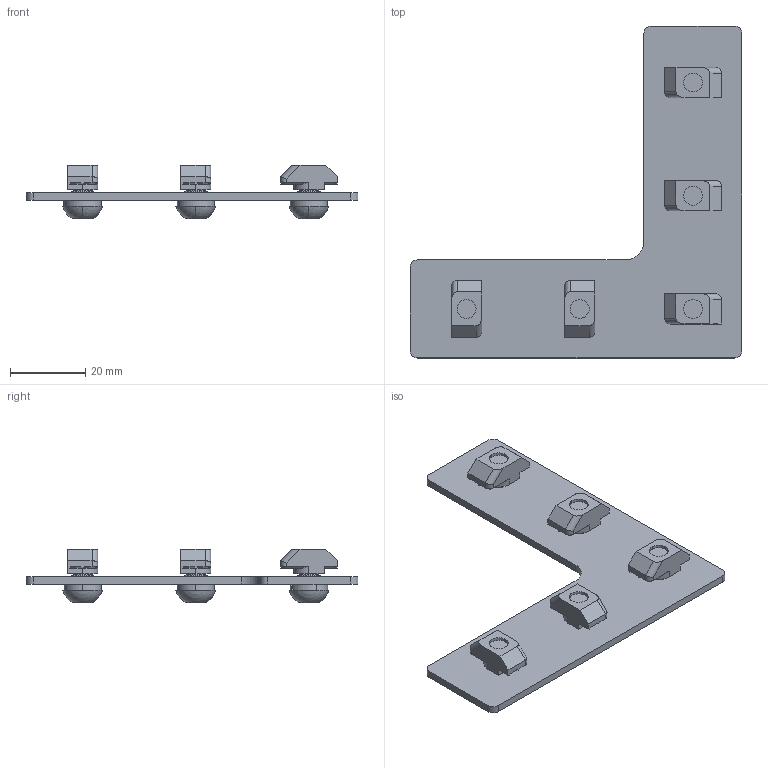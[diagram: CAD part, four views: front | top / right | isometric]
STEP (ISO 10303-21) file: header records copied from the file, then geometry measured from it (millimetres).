
FILE_DESCRIPTION (( 'STEP AP203' ), '1' );
FILE_NAME ('3.53.30.3030.01.STA.STEP', '2016-12-28T00:58:32', ( 'user' ), ( '' ), 'SwSTEP 2.0', 'SolidWorks 2012', '' );
FILE_SCHEMA (( 'CONFIG_CONTROL_DESIGN' ));
Length unit declared in the file: millimetre
Products named in the file (1): 3.53.30.3030.01.STA
Bounding box: 88 x 88 x 14.1 mm (x, y, z)
Volume: 12214.8 mm3; surface area: 14539.6 mm2
Topology: 16 solids, 16 shells, 809 faces, 1776 edges, 1009 vertices
Faces by surface type: plane 323, cone 260, cylinder 216, sphere 10
Entity records: 21709 total; most frequent: CARTESIAN_POINT 3925, DIRECTION 3868, ORIENTED_EDGE 3552, EDGE_CURVE 1776, AXIS2_PLACEMENT_3D 1392, VECTOR 1084, LINE 1084, VERTEX_POINT 1009
